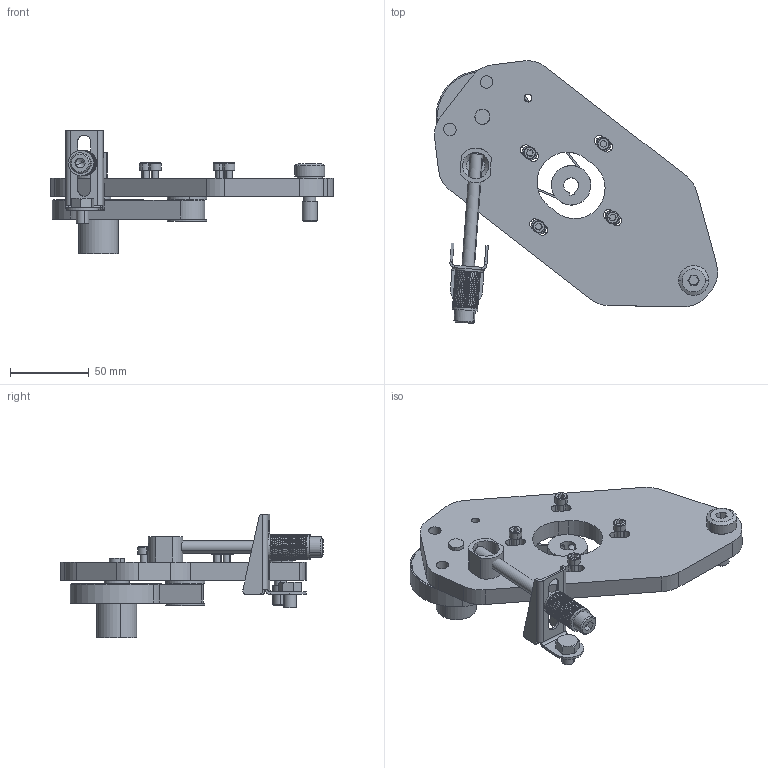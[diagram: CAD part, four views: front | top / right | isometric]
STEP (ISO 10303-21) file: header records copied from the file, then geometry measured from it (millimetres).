
FILE_DESCRIPTION (( 'STEP AP214' ), '1' );
FILE_NAME ('CRP201-00.STEP', '2018-07-06T21:56:24', ( '' ), ( '' ), 'SwSTEP 2.0', 'SolidWorks 2017', '' );
FILE_SCHEMA (( 'AUTOMOTIVE_DESIGN' ));
Length unit declared in the file: millimetre
Products named in the file (23): CRP201-09 Keyed; SHS-0500-0_500; socket countersunk head screw_am_B18.3.5M - 6 x 1.0 x 12 Socket FCHS  -- 12N; 5710-808-90; HNM-ZP-1032; CRP301-07; ISO 10423; FW-ZP-M8; 90135A437; CRP330-00; SK-1032-0_625; CRP201-00; CRP201-02; CRP400-12_Imperial; socket head cap screw_am_B18.3.1M - 8 x 1.25 x 100 Hex SHCS -- 28NHX; Radial_Bushing; N23 SB499; CRP201-02 GEAR; GT 3mm 60 Tooth; 267-3GT-12; Bearing Enco 325-7500 0.75 inch; hex screw_am_B18.6.7M - M8 x 1.25 x 10 Plain HHMS --10N; CRP201-01
Assembly tree (29 placements, depth 3):
  CRP201-00
    CRP201-01
    Radial_Bushing
    CRP201-02
      GT 3mm 60 Tooth
      Bearing Enco 325-7500 0.75 inch
      CRP201-02 GEAR
    SHS-0500-0_500
    SK-1032-0_625  x4
    HNM-ZP-1032  x4
    N23 SB499
    5710-808-90
    267-3GT-12
    CRP201-09 Keyed
    90135A437
    CRP330-00
      CRP301-07
      hex screw_am_B18.6.7M - M8 x 1.25 x 10 Plain HHMS --10N
      socket head cap screw_am_B18.3.1M - 8 x 1.25 x 100 Hex SHCS -- 28NHX
      FW-ZP-M8  x2
      ISO 10423
      CRP400-12_Imperial
      socket countersunk head screw_am_B18.3.5M - 6 x 1.0 x 12 Socket FCHS  -- 12N
Bounding box: 179.67 x 166.66 x 78.3 mm (x, y, z)
Volume: 255187 mm3; surface area: 95046.1 mm2
Topology: 27 solids, 27 shells, 601 faces, 1401 edges, 880 vertices
Faces by surface type: plane 260, cylinder 222, cone 60, bspline 55, torus 4
Entity records: 44875 total; most frequent: CARTESIAN_POINT 32692, DIRECTION 2320, ORIENTED_EDGE 2314, EDGE_CURVE 1157, AXIS2_PLACEMENT_3D 863, VERTEX_POINT 728, VECTOR 594, LINE 594
